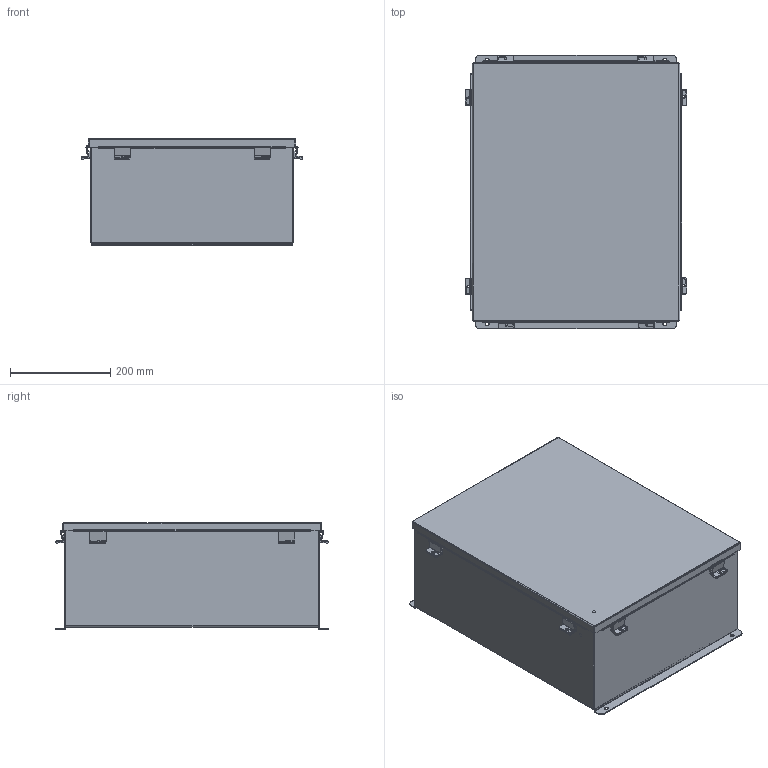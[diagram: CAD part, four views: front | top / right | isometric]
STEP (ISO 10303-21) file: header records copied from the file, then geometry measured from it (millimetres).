
FILE_DESCRIPTION (( 'STEP AP203' ), '1' );
FILE_NAME ('N201608NFSSWP.STEP', '2014-03-26T21:43:23', ( 'changeme' ), ( 'Microsoft' ), 'SwSTEP 2.0', 'SolidWorks 2013', '' );
FILE_SCHEMA (( 'CONFIG_CONTROL_DESIGN' ));
Length unit declared in the file: inch
Products named in the file (10): N201608NFSSWP; N201608NFSSWP JIC Enclosure Template; N201608NFSSWP HW-CD-S-25020-034; N201608NFSSWP JIC Bottom; N201608NFSSWP JIC Top; N201608NFSSWP JIC Cover Clamp; N201608NFSSWP JIC Clamp Bracket; N201608NFSSWP JIC Backpanel; N201608NFSSWP JIC_Standoff; N201608NFSSWP JIC_Cover_Template
Assembly tree (27 placements, depth 2):
  N201608NFSSWP
    N201608NFSSWP JIC Enclosure Template
    N201608NFSSWP JIC_Cover_Template
    N201608NFSSWP JIC_Standoff  x4
    N201608NFSSWP JIC Backpanel
    N201608NFSSWP JIC Clamp Bracket  x8
    N201608NFSSWP JIC Cover Clamp  x8
    N201608NFSSWP JIC Top
    N201608NFSSWP JIC Bottom
    N201608NFSSWP HW-CD-S-25020-034  x2
Bounding box: 442.13 x 545.48 x 213.1 mm (x, y, z)
Volume: 1992057.8 mm3; surface area: 2117386.9 mm2
Topology: 27 solids, 27 shells, 640 faces, 1416 edges, 836 vertices
Faces by surface type: plane 420, cylinder 200, bspline 8, torus 8, cone 4
Entity records: 9812 total; most frequent: CARTESIAN_POINT 1758, DIRECTION 1412, ORIENTED_EDGE 1284, EDGE_CURVE 642, AXIS2_PLACEMENT_3D 480, LINE 452, VECTOR 452, VERTEX_POINT 378
